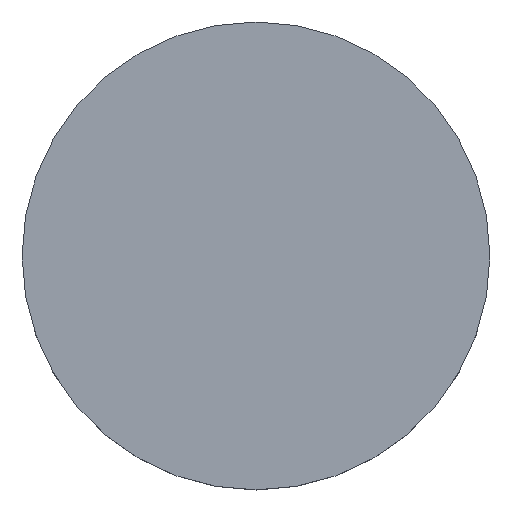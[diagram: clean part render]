
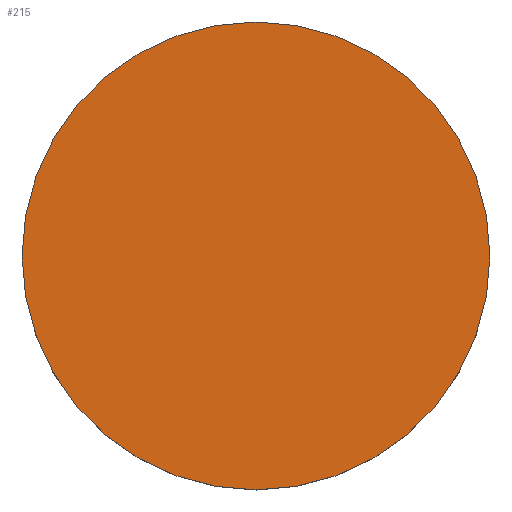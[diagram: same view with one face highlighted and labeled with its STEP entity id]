
A CAD part, top view. The second image highlights one B-rep face of the part: STEP entity #215.
In plain terms, the highlighted planar face has unit normal (0, 0, 1).
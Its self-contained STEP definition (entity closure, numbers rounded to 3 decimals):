
#4 = DIRECTION ( 'NONE',  ( 0., 0., -1. ) ) ;
#9 = DIRECTION ( 'NONE',  ( 0., -1., 0. ) ) ;
#20 = ORIENTED_EDGE ( 'NONE', *, *, #167, .F. ) ;
#24 = DIRECTION ( 'NONE',  ( 0., 0., 1. ) ) ;
#26 = CIRCLE ( 'NONE', #123, 6.35 ) ;
#27 = VERTEX_POINT ( 'NONE', #64 ) ;
#38 = CARTESIAN_POINT ( 'NONE',  ( 0., 13.158, 3. ) ) ;
#52 = DIRECTION ( 'NONE',  ( 0., -1., 0. ) ) ;
#64 = CARTESIAN_POINT ( 'NONE',  ( 0., 6.35, 3. ) ) ;
#68 = DIRECTION ( 'NONE',  ( 1., 0., 0. ) ) ;
#94 = EDGE_LOOP ( 'NONE', ( #189, #20 ) ) ;
#123 = AXIS2_PLACEMENT_3D ( 'NONE', #184, #4, #52 ) ;
#127 = AXIS2_PLACEMENT_3D ( 'NONE', #38, #24, #68 ) ;
#157 = CARTESIAN_POINT ( 'NONE',  ( 0., 0., 3. ) ) ;
#158 = DIRECTION ( 'NONE',  ( 0., 0., -1. ) ) ;
#167 = EDGE_CURVE ( 'NONE', #27, #213, #26, .T. ) ;
#176 = AXIS2_PLACEMENT_3D ( 'NONE', #157, #158, #9 ) ;
#184 = CARTESIAN_POINT ( 'NONE',  ( 0., 0., 3. ) ) ;
#189 = ORIENTED_EDGE ( 'NONE', *, *, #191, .F. ) ;
#191 = EDGE_CURVE ( 'NONE', #213, #27, #212, .T. ) ;
#195 = FACE_OUTER_BOUND ( 'NONE', #94, .T. ) ;
#200 = CARTESIAN_POINT ( 'NONE',  ( 0., -6.35, 3. ) ) ;
#204 = PLANE ( 'NONE',  #127 ) ;
#212 = CIRCLE ( 'NONE', #176, 6.35 ) ;
#213 = VERTEX_POINT ( 'NONE', #200 ) ;
#215 = ADVANCED_FACE ( 'NONE', ( #195 ), #204, .T. ) ;
